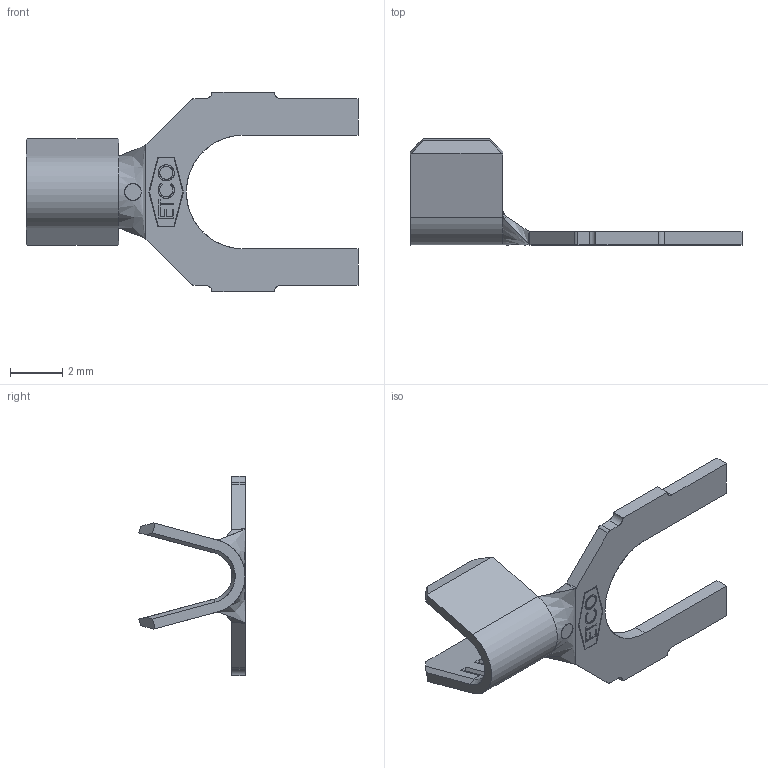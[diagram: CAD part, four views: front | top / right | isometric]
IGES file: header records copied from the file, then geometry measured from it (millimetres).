
Start section: SolidWorks IGES file using analytic representation for surfaces
Global section: file name: 03113.IGS; native system: SolidWorks 2019; preprocessor: SolidWorks 2019; author: sjohnson; date: 191224.113420; units: inch
Bounding box: 12.7 x 4.06 x 7.65 mm (x, y, z)
Surface area: 160.3 mm2 (no closed solid volume)
Topology: 0 solids, 0 shells, 158 faces, 1144 edges, 1144 vertices
Faces by surface type: bspline 130, revolution 28
